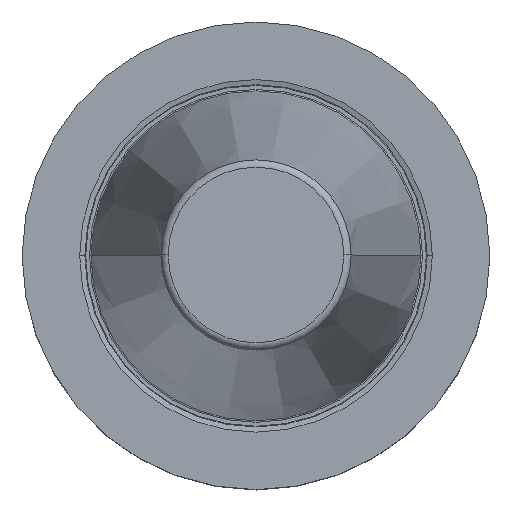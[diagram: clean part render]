
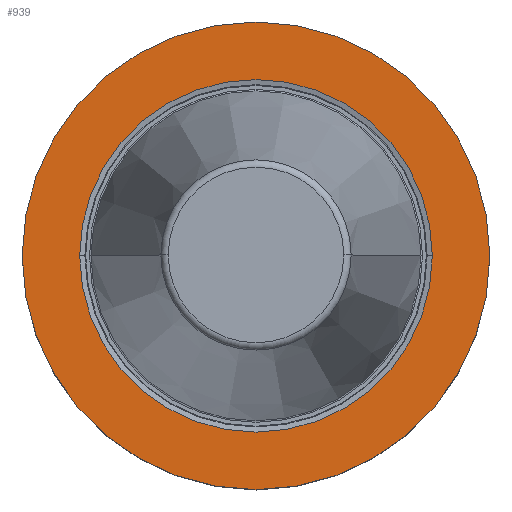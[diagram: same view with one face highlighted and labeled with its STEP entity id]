
A CAD part, top view. The second image highlights one B-rep face of the part: STEP entity #939.
In plain terms, the highlighted planar face has unit normal (0, 0, 1).
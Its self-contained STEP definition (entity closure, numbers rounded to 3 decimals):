
#112=CARTESIAN_POINT('',(0.,0.,-2.));
#113=DIRECTION('',(0.,0.,-1.));
#114=DIRECTION('',(1.,0.,0.));
#115=AXIS2_PLACEMENT_3D('',#112,#113,#114);
#120=CARTESIAN_POINT('',(0.,0.,-2.));
#121=DIRECTION('',(0.,0.,1.));
#122=DIRECTION('',(1.,0.,0.));
#123=AXIS2_PLACEMENT_3D('',#120,#121,#122);
#128=CARTESIAN_POINT('',(0.,0.,-2.));
#129=DIRECTION('',(0.,0.,1.));
#130=DIRECTION('',(1.,0.,0.));
#131=AXIS2_PLACEMENT_3D('',#128,#129,#130);
#136=CARTESIAN_POINT('',(0.,0.,-2.));
#137=DIRECTION('',(0.,0.,1.));
#138=DIRECTION('',(-1.,0.,0.));
#139=AXIS2_PLACEMENT_3D('',#136,#137,#138);
#764=CARTESIAN_POINT('',(31.5,0.,-2.));
#765=CARTESIAN_POINT('',(-31.5,0.,-2.));
#766=VERTEX_POINT('',#764);
#767=VERTEX_POINT('',#765);
#826=CARTESIAN_POINT('',(23.746,0.,-2.));
#827=VERTEX_POINT('',#826);
#830=CARTESIAN_POINT('',(-23.746,0.,-2.));
#831=VERTEX_POINT('',#830);
#924=CARTESIAN_POINT('',(0.,0.,-2.));
#925=DIRECTION('',(0.,0.,-1.));
#926=DIRECTION('',(-1.,0.,0.));
#927=AXIS2_PLACEMENT_3D('',#924,#925,#926);
#928=PLANE('',#927);
#929=ORIENTED_EDGE('',*,*,#845,.T.);
#930=ORIENTED_EDGE('',*,*,#904,.F.);
#931=EDGE_LOOP('',(#929,#930));
#932=FACE_OUTER_BOUND('',#931,.F.);
#934=ORIENTED_EDGE('',*,*,#933,.T.);
#936=ORIENTED_EDGE('',*,*,#935,.T.);
#937=EDGE_LOOP('',(#934,#936));
#938=FACE_BOUND('',#937,.F.);
#939=ADVANCED_FACE('',(#932,#938),#928,.F.);
#116=CIRCLE('',#115,31.5);
#124=CIRCLE('',#123,31.5);
#132=CIRCLE('',#131,23.746);
#140=CIRCLE('',#139,23.746);
#845=EDGE_CURVE('',#766,#767,#116,.T.);
#904=EDGE_CURVE('',#766,#767,#124,.T.);
#933=EDGE_CURVE('',#827,#831,#132,.T.);
#935=EDGE_CURVE('',#831,#827,#140,.T.);
